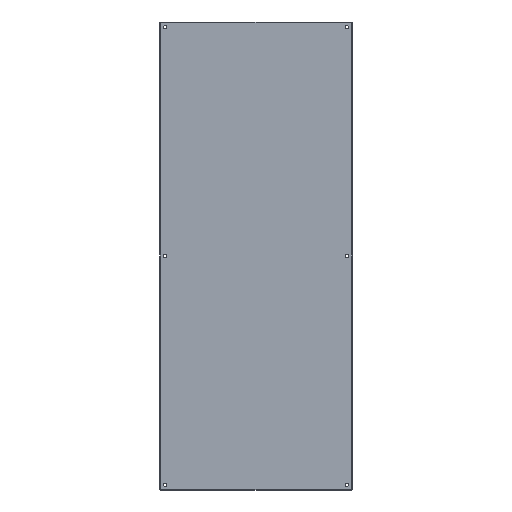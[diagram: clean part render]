
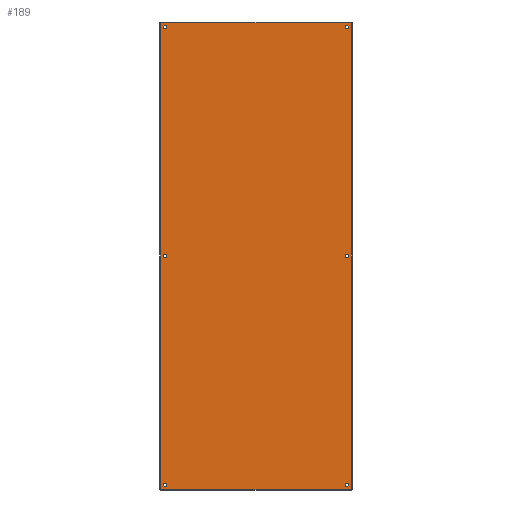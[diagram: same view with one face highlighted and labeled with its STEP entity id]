
A CAD part, front view. The second image highlights one B-rep face of the part: STEP entity #189.
In plain terms, the highlighted planar face has unit normal (0, -1, 0).
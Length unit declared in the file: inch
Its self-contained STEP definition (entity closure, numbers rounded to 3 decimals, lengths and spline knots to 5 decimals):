
#18 = ORIENTED_EDGE ( 'NONE', *, *, #1015, .T. ) ;
#33 = DIRECTION ( 'NONE',  ( -1., 0., 0. ) ) ;
#55 = FACE_BOUND ( 'NONE', #147, .T. ) ;
#67 = LINE ( 'NONE', #1098, #317 ) ;
#68 = DIRECTION ( 'NONE',  ( 0., 0., 1. ) ) ;
#85 = VERTEX_POINT ( 'NONE', #609 ) ;
#96 = DIRECTION ( 'NONE',  ( 0., 1., 0. ) ) ;
#97 = AXIS2_PLACEMENT_3D ( 'NONE', #196, #810, #181 ) ;
#111 = ORIENTED_EDGE ( 'NONE', *, *, #1131, .T. ) ;
#118 = LINE ( 'NONE', #252, #467 ) ;
#119 = AXIS2_PLACEMENT_3D ( 'NONE', #951, #427, #432 ) ;
#123 = VERTEX_POINT ( 'NONE', #1210 ) ;
#125 = FACE_BOUND ( 'NONE', #1185, .T. ) ;
#128 = DIRECTION ( 'NONE',  ( 0., 0., 1. ) ) ;
#132 = EDGE_LOOP ( 'NONE', ( #1203, #955 ) ) ;
#136 = VERTEX_POINT ( 'NONE', #309 ) ;
#137 = AXIS2_PLACEMENT_3D ( 'NONE', #612, #514, #1328 ) ;
#138 = DIRECTION ( 'NONE',  ( 0., 1., 0. ) ) ;
#147 = EDGE_LOOP ( 'NONE', ( #367, #1334 ) ) ;
#172 = EDGE_LOOP ( 'NONE', ( #18, #890 ) ) ;
#181 = DIRECTION ( 'NONE',  ( 0., 0., 1. ) ) ;
#182 = CIRCLE ( 'NONE', #457, 0.28125 ) ;
#189 = ADVANCED_FACE ( 'NONE', ( #377, #55, #858, #588, #759, #125, #1231 ), #726, .F. ) ;
#196 = CARTESIAN_POINT ( 'NONE',  ( -15.125, 0., 0. ) ) ;
#205 = CARTESIAN_POINT ( 'NONE',  ( -15.857, 0., 38.857 ) ) ;
#211 = VERTEX_POINT ( 'NONE', #1146 ) ;
#221 = CIRCLE ( 'NONE', #1124, 0.28125 ) ;
#228 = CARTESIAN_POINT ( 'NONE',  ( -15.125, 0., 0. ) ) ;
#248 = EDGE_CURVE ( 'NONE', #1158, #466, #859, .T. ) ;
#251 = CIRCLE ( 'NONE', #1116, 0.28125 ) ;
#252 = CARTESIAN_POINT ( 'NONE',  ( -15.857, 0., 38.857 ) ) ;
#256 = ORIENTED_EDGE ( 'NONE', *, *, #528, .T. ) ;
#264 = CIRCLE ( 'NONE', #97, 0.28125 ) ;
#273 = AXIS2_PLACEMENT_3D ( 'NONE', #648, #338, #128 ) ;
#278 = VERTEX_POINT ( 'NONE', #919 ) ;
#279 = VERTEX_POINT ( 'NONE', #1230 ) ;
#291 = DIRECTION ( 'NONE',  ( 0., 0., 1. ) ) ;
#304 = ORIENTED_EDGE ( 'NONE', *, *, #762, .T. ) ;
#309 = CARTESIAN_POINT ( 'NONE',  ( 15.857, 0., 38.857 ) ) ;
#312 = DIRECTION ( 'NONE',  ( 0., 1., 0. ) ) ;
#315 = CARTESIAN_POINT ( 'NONE',  ( -15.125, 0., -38.125 ) ) ;
#317 = VECTOR ( 'NONE', #1092, 39.37008 ) ;
#332 = DIRECTION ( 'NONE',  ( 0., 0., 1. ) ) ;
#335 = DIRECTION ( 'NONE',  ( 0., 1., 0. ) ) ;
#338 = DIRECTION ( 'NONE',  ( 0., 1., 0. ) ) ;
#341 = EDGE_CURVE ( 'NONE', #654, #1147, #790, .T. ) ;
#367 = ORIENTED_EDGE ( 'NONE', *, *, #248, .T. ) ;
#370 = VERTEX_POINT ( 'NONE', #746 ) ;
#374 = CARTESIAN_POINT ( 'NONE',  ( -15.125, 0., -37.84375 ) ) ;
#377 = FACE_OUTER_BOUND ( 'NONE', #929, .T. ) ;
#378 = DIRECTION ( 'NONE',  ( 1., 0., 0. ) ) ;
#381 = AXIS2_PLACEMENT_3D ( 'NONE', #205, #312, #925 ) ;
#410 = CIRCLE ( 'NONE', #1188, 0.28125 ) ;
#411 = CIRCLE ( 'NONE', #119, 0.28125 ) ;
#427 = DIRECTION ( 'NONE',  ( 0., 1., 0. ) ) ;
#432 = DIRECTION ( 'NONE',  ( 0., 0., 1. ) ) ;
#435 = CIRCLE ( 'NONE', #1084, 0.28125 ) ;
#440 = ORIENTED_EDGE ( 'NONE', *, *, #934, .F. ) ;
#444 = CARTESIAN_POINT ( 'NONE',  ( 15.857, 0., 38.857 ) ) ;
#446 = EDGE_CURVE ( 'NONE', #466, #1158, #527, .T. ) ;
#455 = ORIENTED_EDGE ( 'NONE', *, *, #602, .F. ) ;
#457 = AXIS2_PLACEMENT_3D ( 'NONE', #1307, #1000, #1213 ) ;
#466 = VERTEX_POINT ( 'NONE', #745 ) ;
#467 = VECTOR ( 'NONE', #378, 39.37008 ) ;
#468 = DIRECTION ( 'NONE',  ( 0., 0., 1. ) ) ;
#479 = CARTESIAN_POINT ( 'NONE',  ( 15.125, 0., 0. ) ) ;
#511 = EDGE_LOOP ( 'NONE', ( #304, #933 ) ) ;
#514 = DIRECTION ( 'NONE',  ( 0., 1., 0. ) ) ;
#525 = DIRECTION ( 'NONE',  ( 0., 1., 0. ) ) ;
#527 = CIRCLE ( 'NONE', #273, 0.28125 ) ;
#528 = EDGE_CURVE ( 'NONE', #886, #370, #627, .T. ) ;
#533 = EDGE_CURVE ( 'NONE', #136, #1008, #898, .T. ) ;
#541 = DIRECTION ( 'NONE',  ( 0., 0., -1. ) ) ;
#576 = ORIENTED_EDGE ( 'NONE', *, *, #642, .T. ) ;
#588 = FACE_BOUND ( 'NONE', #1086, .T. ) ;
#595 = DIRECTION ( 'NONE',  ( 0., 1., 0. ) ) ;
#597 = DIRECTION ( 'NONE',  ( 0., 1., 0. ) ) ;
#602 = EDGE_CURVE ( 'NONE', #1008, #211, #796, .T. ) ;
#607 = AXIS2_PLACEMENT_3D ( 'NONE', #315, #335, #1060 ) ;
#609 = CARTESIAN_POINT ( 'NONE',  ( -15.857, 0., 38.857 ) ) ;
#612 = CARTESIAN_POINT ( 'NONE',  ( 15.125, 0., -38.125 ) ) ;
#627 = CIRCLE ( 'NONE', #1346, 0.28125 ) ;
#634 = VECTOR ( 'NONE', #541, 39.37008 ) ;
#642 = EDGE_CURVE ( 'NONE', #123, #936, #251, .T. ) ;
#648 = CARTESIAN_POINT ( 'NONE',  ( 15.125, 0., -38.125 ) ) ;
#654 = VERTEX_POINT ( 'NONE', #374 ) ;
#674 = CARTESIAN_POINT ( 'NONE',  ( 15.125, 0., 38.125 ) ) ;
#692 = EDGE_CURVE ( 'NONE', #278, #279, #410, .T. ) ;
#695 = DIRECTION ( 'NONE',  ( 0., 0., 1. ) ) ;
#699 = CARTESIAN_POINT ( 'NONE',  ( -15.125, 0., 37.84375 ) ) ;
#700 = VECTOR ( 'NONE', #33, 39.37008 ) ;
#726 = PLANE ( 'NONE',  #381 ) ;
#745 = CARTESIAN_POINT ( 'NONE',  ( 15.125, 0., -38.40625 ) ) ;
#746 = CARTESIAN_POINT ( 'NONE',  ( -15.125, 0., 0.28125 ) ) ;
#759 = FACE_BOUND ( 'NONE', #172, .T. ) ;
#762 = EDGE_CURVE ( 'NONE', #279, #278, #950, .T. ) ;
#785 = CARTESIAN_POINT ( 'NONE',  ( 15.125, 0., 37.84375 ) ) ;
#790 = CIRCLE ( 'NONE', #607, 0.28125 ) ;
#796 = LINE ( 'NONE', #1285, #700 ) ;
#810 = DIRECTION ( 'NONE',  ( 0., 1., 0. ) ) ;
#858 = FACE_BOUND ( 'NONE', #511, .T. ) ;
#859 = CIRCLE ( 'NONE', #137, 0.28125 ) ;
#867 = EDGE_CURVE ( 'NONE', #85, #136, #118, .T. ) ;
#886 = VERTEX_POINT ( 'NONE', #983 ) ;
#890 = ORIENTED_EDGE ( 'NONE', *, *, #1268, .T. ) ;
#898 = LINE ( 'NONE', #444, #634 ) ;
#910 = ORIENTED_EDGE ( 'NONE', *, *, #1091, .T. ) ;
#919 = CARTESIAN_POINT ( 'NONE',  ( 15.125, 0., -0.28125 ) ) ;
#923 = CARTESIAN_POINT ( 'NONE',  ( 15.125, 0., -37.84375 ) ) ;
#925 = DIRECTION ( 'NONE',  ( 0., 0., 1. ) ) ;
#929 = EDGE_LOOP ( 'NONE', ( #455, #1161, #1211, #440 ) ) ;
#933 = ORIENTED_EDGE ( 'NONE', *, *, #692, .T. ) ;
#934 = EDGE_CURVE ( 'NONE', #211, #85, #67, .T. ) ;
#936 = VERTEX_POINT ( 'NONE', #785 ) ;
#948 = VERTEX_POINT ( 'NONE', #699 ) ;
#950 = CIRCLE ( 'NONE', #1167, 0.28125 ) ;
#951 = CARTESIAN_POINT ( 'NONE',  ( -15.125, 0., 38.125 ) ) ;
#955 = ORIENTED_EDGE ( 'NONE', *, *, #1063, .T. ) ;
#958 = DIRECTION ( 'NONE',  ( 0., 1., 0. ) ) ;
#983 = CARTESIAN_POINT ( 'NONE',  ( -15.125, 0., -0.28125 ) ) ;
#1000 = DIRECTION ( 'NONE',  ( 0., 1., 0. ) ) ;
#1008 = VERTEX_POINT ( 'NONE', #1314 ) ;
#1015 = EDGE_CURVE ( 'NONE', #1050, #948, #221, .T. ) ;
#1050 = VERTEX_POINT ( 'NONE', #1320 ) ;
#1060 = DIRECTION ( 'NONE',  ( 0., 0., 1. ) ) ;
#1063 = EDGE_CURVE ( 'NONE', #1147, #654, #182, .T. ) ;
#1084 = AXIS2_PLACEMENT_3D ( 'NONE', #1128, #525, #291 ) ;
#1086 = EDGE_LOOP ( 'NONE', ( #576, #111 ) ) ;
#1091 = EDGE_CURVE ( 'NONE', #370, #886, #264, .T. ) ;
#1092 = DIRECTION ( 'NONE',  ( 0., 0., 1. ) ) ;
#1098 = CARTESIAN_POINT ( 'NONE',  ( -15.857, 0., 38.857 ) ) ;
#1105 = CARTESIAN_POINT ( 'NONE',  ( -15.125, 0., 38.125 ) ) ;
#1116 = AXIS2_PLACEMENT_3D ( 'NONE', #674, #138, #468 ) ;
#1124 = AXIS2_PLACEMENT_3D ( 'NONE', #1105, #597, #68 ) ;
#1128 = CARTESIAN_POINT ( 'NONE',  ( 15.125, 0., 38.125 ) ) ;
#1131 = EDGE_CURVE ( 'NONE', #936, #123, #435, .T. ) ;
#1134 = DIRECTION ( 'NONE',  ( 0., 0., 1. ) ) ;
#1146 = CARTESIAN_POINT ( 'NONE',  ( -15.857, 0., -38.857 ) ) ;
#1147 = VERTEX_POINT ( 'NONE', #1327 ) ;
#1158 = VERTEX_POINT ( 'NONE', #923 ) ;
#1161 = ORIENTED_EDGE ( 'NONE', *, *, #533, .F. ) ;
#1167 = AXIS2_PLACEMENT_3D ( 'NONE', #1339, #96, #1134 ) ;
#1185 = EDGE_LOOP ( 'NONE', ( #910, #256 ) ) ;
#1188 = AXIS2_PLACEMENT_3D ( 'NONE', #479, #595, #695 ) ;
#1203 = ORIENTED_EDGE ( 'NONE', *, *, #341, .T. ) ;
#1210 = CARTESIAN_POINT ( 'NONE',  ( 15.125, 0., 38.40625 ) ) ;
#1211 = ORIENTED_EDGE ( 'NONE', *, *, #867, .F. ) ;
#1213 = DIRECTION ( 'NONE',  ( 0., 0., 1. ) ) ;
#1230 = CARTESIAN_POINT ( 'NONE',  ( 15.125, 0., 0.28125 ) ) ;
#1231 = FACE_BOUND ( 'NONE', #132, .T. ) ;
#1268 = EDGE_CURVE ( 'NONE', #948, #1050, #411, .T. ) ;
#1285 = CARTESIAN_POINT ( 'NONE',  ( -15.857, 0., -38.857 ) ) ;
#1307 = CARTESIAN_POINT ( 'NONE',  ( -15.125, 0., -38.125 ) ) ;
#1314 = CARTESIAN_POINT ( 'NONE',  ( 15.857, 0., -38.857 ) ) ;
#1320 = CARTESIAN_POINT ( 'NONE',  ( -15.125, 0., 38.40625 ) ) ;
#1327 = CARTESIAN_POINT ( 'NONE',  ( -15.125, 0., -38.40625 ) ) ;
#1328 = DIRECTION ( 'NONE',  ( 0., 0., 1. ) ) ;
#1334 = ORIENTED_EDGE ( 'NONE', *, *, #446, .T. ) ;
#1339 = CARTESIAN_POINT ( 'NONE',  ( 15.125, 0., 0. ) ) ;
#1346 = AXIS2_PLACEMENT_3D ( 'NONE', #228, #958, #332 ) ;
